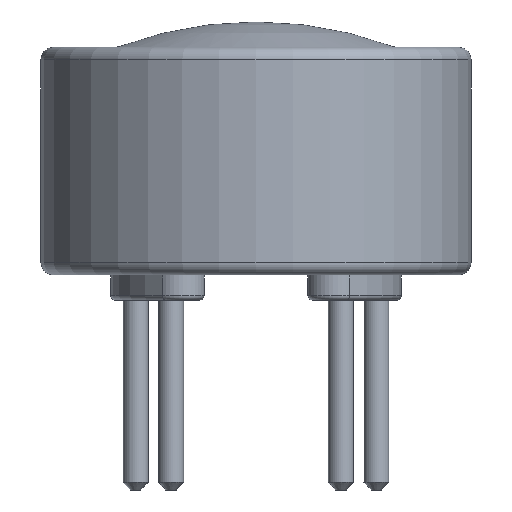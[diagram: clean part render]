
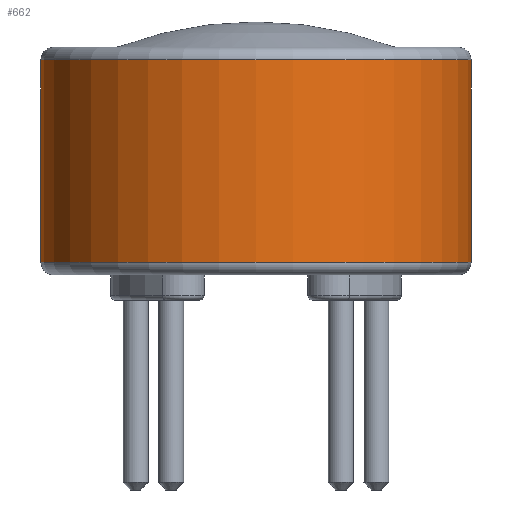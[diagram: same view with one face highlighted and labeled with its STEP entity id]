
A CAD part, front view. The second image highlights one B-rep face of the part: STEP entity #662.
In plain terms, the highlighted cylindrical face has radius 8.5 mm (diameter 17 mm), a full revolution.
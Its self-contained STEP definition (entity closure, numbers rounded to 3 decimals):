
#541 = VERTEX_POINT('',#542);
#542 = CARTESIAN_POINT('',(3.35,5.144,1.5));
#549 = EDGE_CURVE('',#541,#541,#550,.T.);
#550 = CIRCLE('',#551,8.5);
#551 = AXIS2_PLACEMENT_3D('',#552,#553,#554);
#552 = CARTESIAN_POINT('',(3.35,-3.356,1.5));
#553 = DIRECTION('',(0.,0.,-1.));
#554 = DIRECTION('',(0.,1.,0.));
#662 = ADVANCED_FACE('',(#663),#682,.T.);
#663 = FACE_BOUND('',#664,.T.);
#664 = EDGE_LOOP('',(#665,#674,#680,#681));
#665 = ORIENTED_EDGE('',*,*,#666,.T.);
#666 = EDGE_CURVE('',#667,#667,#669,.T.);
#667 = VERTEX_POINT('',#668);
#668 = CARTESIAN_POINT('',(3.35,5.144,9.5));
#669 = CIRCLE('',#670,8.5);
#670 = AXIS2_PLACEMENT_3D('',#671,#672,#673);
#671 = CARTESIAN_POINT('',(3.35,-3.356,9.5));
#672 = DIRECTION('',(0.,0.,-1.));
#673 = DIRECTION('',(0.,1.,0.));
#674 = ORIENTED_EDGE('',*,*,#675,.F.);
#675 = EDGE_CURVE('',#541,#667,#676,.T.);
#676 = LINE('',#677,#678);
#677 = CARTESIAN_POINT('',(3.35,5.144,1.));
#678 = VECTOR('',#679,1.);
#679 = DIRECTION('',(0.,0.,1.));
#680 = ORIENTED_EDGE('',*,*,#549,.F.);
#681 = ORIENTED_EDGE('',*,*,#675,.T.);
#682 = CYLINDRICAL_SURFACE('',#683,8.5);
#683 = AXIS2_PLACEMENT_3D('',#684,#685,#686);
#684 = CARTESIAN_POINT('',(3.35,-3.356,1.));
#685 = DIRECTION('',(0.,0.,1.));
#686 = DIRECTION('',(0.,1.,0.));
